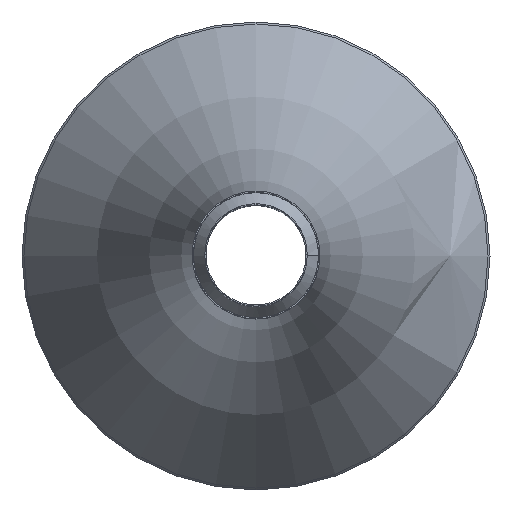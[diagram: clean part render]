
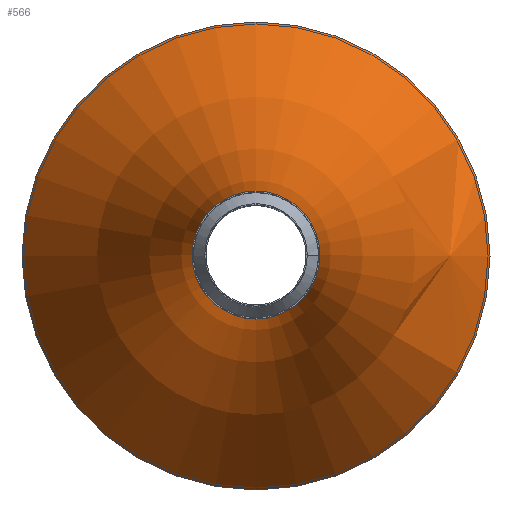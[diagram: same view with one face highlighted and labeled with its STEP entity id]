
A CAD part, top view. The second image highlights one B-rep face of the part: STEP entity #566.
In plain terms, the highlighted toroidal (fillet/blend) face has major radius 1736.5 mm and minor radius 1600 mm.
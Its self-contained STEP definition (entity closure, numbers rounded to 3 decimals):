
#566=ADVANCED_FACE('',(#1016,#1017),#1018,.F.);
#1016=FACE_OUTER_BOUND('',#1575,.T.);
#1017=FACE_OUTER_BOUND('',#1576,.T.);
#1018=TOROIDAL_SURFACE('',#1577,1736.5,1600.0);
#1575=EDGE_LOOP('',(#2104));
#1576=EDGE_LOOP('',(#2105));
#1577=AXIS2_PLACEMENT_3D('',#2106,#2107,#2108);
#2104=ORIENTED_EDGE('',*,*,#3125,.T.);
#2105=ORIENTED_EDGE('',*,*,#3126,.F.);
#2106=CARTESIAN_POINT('',(0.0,0.0,1954.454));
#2107=DIRECTION('',(0.0,0.0,1.0));
#2108=DIRECTION('',(1.0,0.0,0.0));
#3125=EDGE_CURVE('',#3524,#3524,#3525,.T.);
#3126=EDGE_CURVE('',#3526,#3526,#3527,.T.);
#3524=VERTEX_POINT('',#4107);
#3525=CIRCLE('',#4108,500.0);
#3526=VERTEX_POINT('',#4109);
#3527=CIRCLE('',#4110,136.5);
#4107=CARTESIAN_POINT('',(500.0,0.0,939.039));
#4108=AXIS2_PLACEMENT_3D('',#5630,#5631,#5632);
#4109=CARTESIAN_POINT('',(136.5,0.0,1954.454));
#4110=AXIS2_PLACEMENT_3D('',#5633,#5634,#5635);
#5630=CARTESIAN_POINT('',(0.0,0.0,939.039));
#5631=DIRECTION('',(0.0,0.0,1.0));
#5632=DIRECTION('',(1.0,0.0,0.0));
#5633=CARTESIAN_POINT('',(0.0,0.0,1954.454));
#5634=DIRECTION('',(0.0,0.0,1.0));
#5635=DIRECTION('',(1.0,0.0,0.0));
